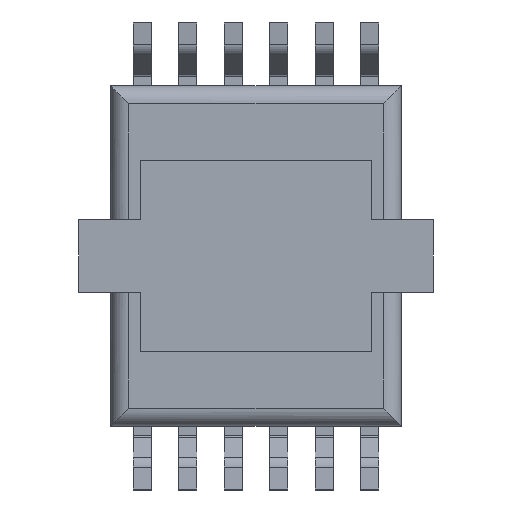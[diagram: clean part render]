
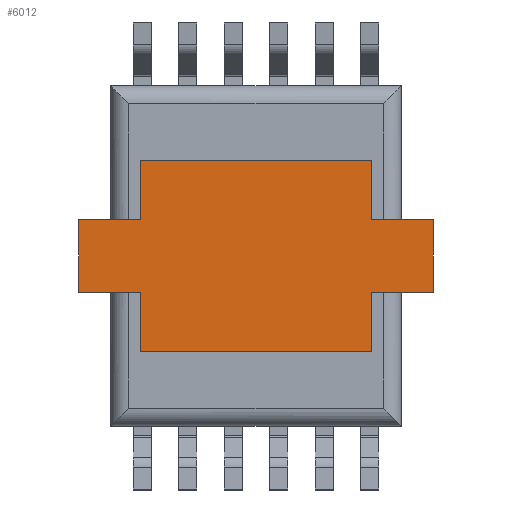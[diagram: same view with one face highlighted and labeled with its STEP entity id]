
A CAD part, front view. The second image highlights one B-rep face of the part: STEP entity #6012.
In plain terms, the highlighted planar face has unit normal (0, -1, 0).
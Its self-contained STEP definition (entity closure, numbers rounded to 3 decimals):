
#315 = DIRECTION ( 'NONE',  ( -1., 0., 0. ) ) ;
#369 = DIRECTION ( 'NONE',  ( -1., 0., 0. ) ) ;
#434 = VECTOR ( 'NONE', #1416, 1000. ) ;
#452 = CARTESIAN_POINT ( 'NONE',  ( -3.9, -0.825, 0.8 ) ) ;
#510 = DIRECTION ( 'NONE',  ( 0., 0., -1. ) ) ;
#546 = ORIENTED_EDGE ( 'NONE', *, *, #1729, .T. ) ;
#583 = CARTESIAN_POINT ( 'NONE',  ( 3.9, -0.825, -0.8 ) ) ;
#764 = DIRECTION ( 'NONE',  ( 0., 0., 1. ) ) ;
#965 = CARTESIAN_POINT ( 'NONE',  ( 2.55, -0.825, -0.8 ) ) ;
#1051 = EDGE_CURVE ( 'NONE', #7482, #7839, #8671, .T. ) ;
#1173 = VECTOR ( 'NONE', #6225, 1000. ) ;
#1284 = EDGE_CURVE ( 'NONE', #8991, #8937, #6923, .T. ) ;
#1333 = CARTESIAN_POINT ( 'NONE',  ( 3.9, -0.825, 0.8 ) ) ;
#1416 = DIRECTION ( 'NONE',  ( 1., 0., 0. ) ) ;
#1729 = EDGE_CURVE ( 'NONE', #2970, #6775, #9062, .T. ) ;
#1782 = CARTESIAN_POINT ( 'NONE',  ( -2.55, -0.825, 2.1 ) ) ;
#1937 = VECTOR ( 'NONE', #9100, 1000. ) ;
#1951 = VERTEX_POINT ( 'NONE', #5116 ) ;
#2538 = VECTOR ( 'NONE', #5270, 1000. ) ;
#2703 = CARTESIAN_POINT ( 'NONE',  ( -2.55, -0.825, 2.1 ) ) ;
#2780 = CARTESIAN_POINT ( 'NONE',  ( -2.55, -0.825, -2.1 ) ) ;
#2859 = LINE ( 'NONE', #5528, #1173 ) ;
#2886 = LINE ( 'NONE', #6447, #434 ) ;
#2898 = ORIENTED_EDGE ( 'NONE', *, *, #8982, .T. ) ;
#2901 = CARTESIAN_POINT ( 'NONE',  ( 3.9, -0.825, -0.8 ) ) ;
#2970 = VERTEX_POINT ( 'NONE', #3677 ) ;
#2998 = ORIENTED_EDGE ( 'NONE', *, *, #3256, .T. ) ;
#3025 = VECTOR ( 'NONE', #8032, 1000. ) ;
#3256 = EDGE_CURVE ( 'NONE', #8262, #8991, #8012, .T. ) ;
#3267 = DIRECTION ( 'NONE',  ( 0., 1., 0. ) ) ;
#3285 = ORIENTED_EDGE ( 'NONE', *, *, #5589, .T. ) ;
#3370 = CARTESIAN_POINT ( 'NONE',  ( 0., -0.825, 0. ) ) ;
#3376 = LINE ( 'NONE', #6289, #1937 ) ;
#3498 = CARTESIAN_POINT ( 'NONE',  ( 2.55, -0.825, 2.1 ) ) ;
#3560 = DIRECTION ( 'NONE',  ( -1., 0., 0. ) ) ;
#3677 = CARTESIAN_POINT ( 'NONE',  ( 2.55, -0.825, 2.1 ) ) ;
#3678 = VECTOR ( 'NONE', #8562, 1000. ) ;
#3837 = CARTESIAN_POINT ( 'NONE',  ( 2.55, -0.825, -2.1 ) ) ;
#3928 = ORIENTED_EDGE ( 'NONE', *, *, #4098, .T. ) ;
#4098 = EDGE_CURVE ( 'NONE', #9051, #8262, #8928, .T. ) ;
#4158 = VECTOR ( 'NONE', #3560, 1000. ) ;
#4291 = VERTEX_POINT ( 'NONE', #6485 ) ;
#4317 = VECTOR ( 'NONE', #369, 1000. ) ;
#4707 = EDGE_CURVE ( 'NONE', #7839, #4291, #2886, .T. ) ;
#4717 = EDGE_LOOP ( 'NONE', ( #2998, #7153, #3285, #4840, #8173, #546, #4975, #7146, #7900, #6734, #2898, #3928 ) ) ;
#4773 = VERTEX_POINT ( 'NONE', #1333 ) ;
#4840 = ORIENTED_EDGE ( 'NONE', *, *, #7276, .T. ) ;
#4851 = VECTOR ( 'NONE', #7930, 1000. ) ;
#4975 = ORIENTED_EDGE ( 'NONE', *, *, #5278, .T. ) ;
#4977 = VECTOR ( 'NONE', #315, 1000. ) ;
#5116 = CARTESIAN_POINT ( 'NONE',  ( -2.55, -0.825, 0.8 ) ) ;
#5241 = CARTESIAN_POINT ( 'NONE',  ( 3.9, -0.825, 0.8 ) ) ;
#5270 = DIRECTION ( 'NONE',  ( 0., 0., 1. ) ) ;
#5278 = EDGE_CURVE ( 'NONE', #6775, #1951, #6980, .T. ) ;
#5528 = CARTESIAN_POINT ( 'NONE',  ( -2.55, -0.825, -0.8 ) ) ;
#5589 = EDGE_CURVE ( 'NONE', #8937, #4773, #7518, .T. ) ;
#5663 = VECTOR ( 'NONE', #764, 1000. ) ;
#6012 = ADVANCED_FACE ( 'NONE', ( #6191 ), #7470, .F. ) ;
#6191 = FACE_OUTER_BOUND ( 'NONE', #4717, .T. ) ;
#6225 = DIRECTION ( 'NONE',  ( 0., 0., -1. ) ) ;
#6289 = CARTESIAN_POINT ( 'NONE',  ( 2.55, -0.825, 0.8 ) ) ;
#6447 = CARTESIAN_POINT ( 'NONE',  ( -3.9, -0.825, -0.8 ) ) ;
#6485 = CARTESIAN_POINT ( 'NONE',  ( -2.55, -0.825, -0.8 ) ) ;
#6494 = LINE ( 'NONE', #5241, #4977 ) ;
#6597 = VECTOR ( 'NONE', #510, 1000. ) ;
#6734 = ORIENTED_EDGE ( 'NONE', *, *, #4707, .T. ) ;
#6775 = VERTEX_POINT ( 'NONE', #2703 ) ;
#6923 = LINE ( 'NONE', #965, #4851 ) ;
#6980 = LINE ( 'NONE', #1782, #3025 ) ;
#7146 = ORIENTED_EDGE ( 'NONE', *, *, #7257, .T. ) ;
#7153 = ORIENTED_EDGE ( 'NONE', *, *, #1284, .T. ) ;
#7233 = CARTESIAN_POINT ( 'NONE',  ( 2.55, -0.825, 0.8 ) ) ;
#7240 = AXIS2_PLACEMENT_3D ( 'NONE', #3370, #3267, #7563 ) ;
#7257 = EDGE_CURVE ( 'NONE', #1951, #7482, #7374, .T. ) ;
#7276 = EDGE_CURVE ( 'NONE', #4773, #8672, #6494, .T. ) ;
#7285 = CARTESIAN_POINT ( 'NONE',  ( -2.55, -0.825, -2.1 ) ) ;
#7374 = LINE ( 'NONE', #8831, #4317 ) ;
#7470 = PLANE ( 'NONE',  #7240 ) ;
#7482 = VERTEX_POINT ( 'NONE', #452 ) ;
#7518 = LINE ( 'NONE', #2901, #5663 ) ;
#7563 = DIRECTION ( 'NONE',  ( 0., 0., 1. ) ) ;
#7631 = CARTESIAN_POINT ( 'NONE',  ( 2.55, -0.825, -0.8 ) ) ;
#7839 = VERTEX_POINT ( 'NONE', #8616 ) ;
#7900 = ORIENTED_EDGE ( 'NONE', *, *, #1051, .T. ) ;
#7930 = DIRECTION ( 'NONE',  ( 1., 0., 0. ) ) ;
#8012 = LINE ( 'NONE', #3837, #2538 ) ;
#8032 = DIRECTION ( 'NONE',  ( 0., 0., -1. ) ) ;
#8173 = ORIENTED_EDGE ( 'NONE', *, *, #9044, .T. ) ;
#8262 = VERTEX_POINT ( 'NONE', #8704 ) ;
#8288 = CARTESIAN_POINT ( 'NONE',  ( -3.9, -0.825, 0.8 ) ) ;
#8562 = DIRECTION ( 'NONE',  ( 1., 0., 0. ) ) ;
#8616 = CARTESIAN_POINT ( 'NONE',  ( -3.9, -0.825, -0.8 ) ) ;
#8671 = LINE ( 'NONE', #8288, #6597 ) ;
#8672 = VERTEX_POINT ( 'NONE', #7233 ) ;
#8704 = CARTESIAN_POINT ( 'NONE',  ( 2.55, -0.825, -2.1 ) ) ;
#8831 = CARTESIAN_POINT ( 'NONE',  ( -2.55, -0.825, 0.8 ) ) ;
#8928 = LINE ( 'NONE', #7285, #3678 ) ;
#8937 = VERTEX_POINT ( 'NONE', #583 ) ;
#8982 = EDGE_CURVE ( 'NONE', #4291, #9051, #2859, .T. ) ;
#8991 = VERTEX_POINT ( 'NONE', #7631 ) ;
#9044 = EDGE_CURVE ( 'NONE', #8672, #2970, #3376, .T. ) ;
#9051 = VERTEX_POINT ( 'NONE', #2780 ) ;
#9062 = LINE ( 'NONE', #3498, #4158 ) ;
#9100 = DIRECTION ( 'NONE',  ( 0., 0., 1. ) ) ;
